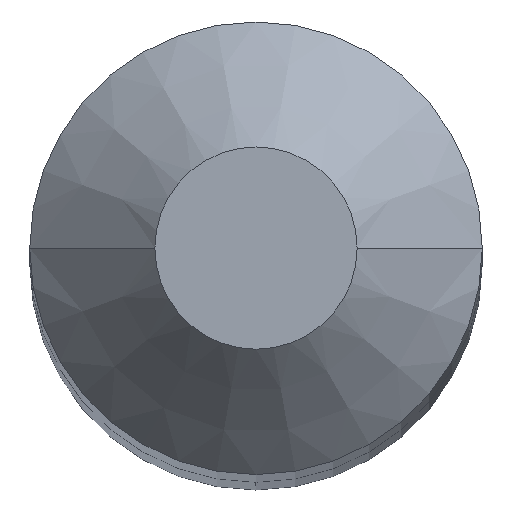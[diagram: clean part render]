
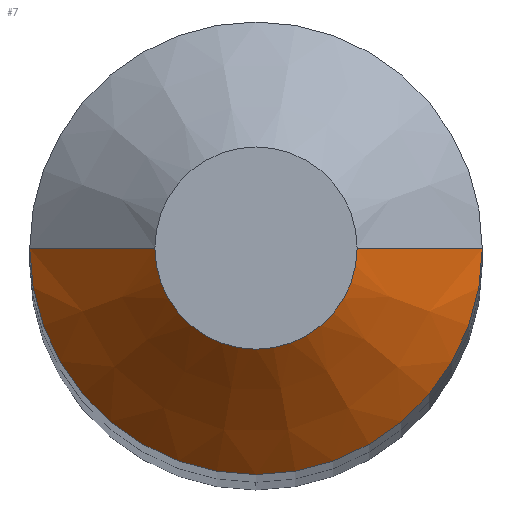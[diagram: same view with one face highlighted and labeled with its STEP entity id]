
A CAD part, top view. The second image highlights one B-rep face of the part: STEP entity #7.
In plain terms, the highlighted conical face has half-angle 45 degrees and reference radius 1.435 mm.
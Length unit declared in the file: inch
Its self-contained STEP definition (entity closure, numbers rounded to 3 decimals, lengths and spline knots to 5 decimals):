
#7 = ADVANCED_FACE ( 'NONE', ( #342 ), #165, .T. ) ;
#16 = AXIS2_PLACEMENT_3D ( 'NONE', #126, #278, #313 ) ;
#26 = EDGE_CURVE ( 'NONE', #240, #77, #299, .T. ) ;
#28 = AXIS2_PLACEMENT_3D ( 'NONE', #296, #384, #85 ) ;
#33 = CARTESIAN_POINT ( 'NONE',  ( 0.0565, 0., -0.03125 ) ) ;
#39 = DIRECTION ( 'NONE',  ( -0.707, 0., -0.707 ) ) ;
#60 = ORIENTED_EDGE ( 'NONE', *, *, #74, .F. ) ;
#70 = LINE ( 'NONE', #188, #232 ) ;
#73 = DIRECTION ( 'NONE',  ( 0., 0., -1. ) ) ;
#74 = EDGE_CURVE ( 'NONE', #298, #77, #219, .T. ) ;
#77 = VERTEX_POINT ( 'NONE', #249 ) ;
#85 = DIRECTION ( 'NONE',  ( 1., 0., 0. ) ) ;
#120 = ORIENTED_EDGE ( 'NONE', *, *, #321, .F. ) ;
#126 = CARTESIAN_POINT ( 'NONE',  ( 0., 0., -0.03125 ) ) ;
#161 = ORIENTED_EDGE ( 'NONE', *, *, #183, .T. ) ;
#165 = CONICAL_SURFACE ( 'NONE', #185, 0.0565, 0.785 ) ;
#183 = EDGE_CURVE ( 'NONE', #228, #240, #70, .T. ) ;
#185 = AXIS2_PLACEMENT_3D ( 'NONE', #366, #73, #194 ) ;
#188 = CARTESIAN_POINT ( 'NONE',  ( -0.0565, 0., -0.03125 ) ) ;
#194 = DIRECTION ( 'NONE',  ( -1., 0., 0. ) ) ;
#195 = CARTESIAN_POINT ( 'NONE',  ( -0.0565, 0., -0.03125 ) ) ;
#201 = CIRCLE ( 'NONE', #28, 0.02525 ) ;
#219 = LINE ( 'NONE', #33, #389 ) ;
#227 = CARTESIAN_POINT ( 'NONE',  ( -0.02525, 0., 0. ) ) ;
#228 = VERTEX_POINT ( 'NONE', #227 ) ;
#229 = CARTESIAN_POINT ( 'NONE',  ( 0.02525, 0., 0. ) ) ;
#232 = VECTOR ( 'NONE', #39, 39.37008 ) ;
#240 = VERTEX_POINT ( 'NONE', #195 ) ;
#249 = CARTESIAN_POINT ( 'NONE',  ( 0.0565, 0., -0.03125 ) ) ;
#261 = ORIENTED_EDGE ( 'NONE', *, *, #26, .T. ) ;
#278 = DIRECTION ( 'NONE',  ( 0., 0., 1. ) ) ;
#296 = CARTESIAN_POINT ( 'NONE',  ( 0., 0., 0. ) ) ;
#298 = VERTEX_POINT ( 'NONE', #229 ) ;
#299 = CIRCLE ( 'NONE', #16, 0.0565 ) ;
#313 = DIRECTION ( 'NONE',  ( 1., 0., 0. ) ) ;
#321 = EDGE_CURVE ( 'NONE', #228, #298, #201, .T. ) ;
#341 = EDGE_LOOP ( 'NONE', ( #60, #120, #161, #261 ) ) ;
#342 = FACE_OUTER_BOUND ( 'NONE', #341, .T. ) ;
#366 = CARTESIAN_POINT ( 'NONE',  ( 0., 0., -0.03125 ) ) ;
#369 = DIRECTION ( 'NONE',  ( 0.707, 0., -0.707 ) ) ;
#384 = DIRECTION ( 'NONE',  ( 0., 0., 1. ) ) ;
#389 = VECTOR ( 'NONE', #369, 39.37008 ) ;
